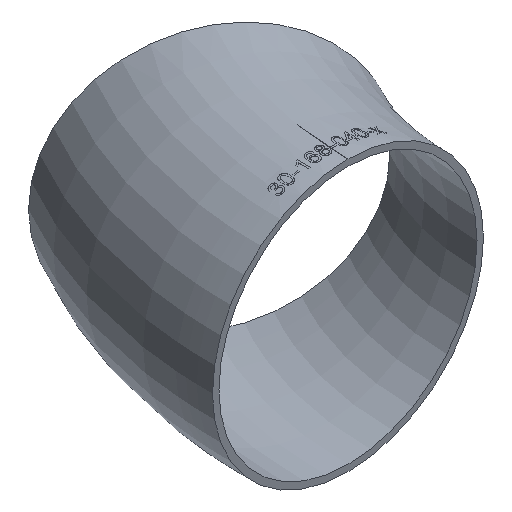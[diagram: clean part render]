
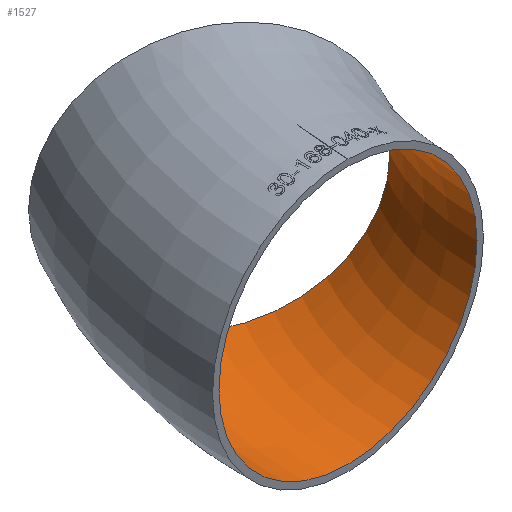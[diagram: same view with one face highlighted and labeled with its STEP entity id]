
A CAD part, isometric view. The second image highlights one B-rep face of the part: STEP entity #1527.
In plain terms, the highlighted toroidal (fillet/blend) face has major radius 228 mm and minor radius 80.15 mm.
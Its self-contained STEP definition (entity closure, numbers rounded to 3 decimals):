
#1143 = DIRECTION ( 'NONE',  ( 0., 0., -1. ) ) ;
#1527 = ADVANCED_FACE ( 'NONE', ( #4168, #17103 ), #11027, .F. ) ;
#1731 = DIRECTION ( 'NONE',  ( 0., 1., 0. ) ) ;
#1895 = VERTEX_POINT ( 'NONE', #22988 ) ;
#4168 = FACE_OUTER_BOUND ( 'NONE', #4265, .T. ) ;
#4265 = EDGE_LOOP ( 'NONE', ( #26623 ) ) ;
#4281 = AXIS2_PLACEMENT_3D ( 'NONE', #18104, #1143, #9967 ) ;
#5403 = EDGE_CURVE ( 'NONE', #25087, #25087, #20392, .T. ) ;
#8073 = CARTESIAN_POINT ( 'NONE',  ( -266.866, 154.075, 0. ) ) ;
#8465 = DIRECTION ( 'NONE',  ( 0.5, 0.866, 0. ) ) ;
#9767 = ORIENTED_EDGE ( 'NONE', *, *, #22485, .F. ) ;
#9967 = DIRECTION ( 'NONE',  ( -1., 0., 0. ) ) ;
#10623 = EDGE_LOOP ( 'NONE', ( #9767 ) ) ;
#11027 = TOROIDAL_SURFACE ( 'NONE', #4281, 228., 80.15 ) ;
#16491 = CARTESIAN_POINT ( 'NONE',  ( -197.454, 114., 0. ) ) ;
#16764 = CARTESIAN_POINT ( 'NONE',  ( -228., 0., 0. ) ) ;
#17103 = FACE_OUTER_BOUND ( 'NONE', #10623, .T. ) ;
#18104 = CARTESIAN_POINT ( 'NONE',  ( 0., 0., 0. ) ) ;
#20392 = CIRCLE ( 'NONE', #21743, 80.15 ) ;
#21641 = AXIS2_PLACEMENT_3D ( 'NONE', #16764, #1731, #25341 ) ;
#21743 = AXIS2_PLACEMENT_3D ( 'NONE', #16491, #8465, #23244 ) ;
#22485 = EDGE_CURVE ( 'NONE', #1895, #1895, #24785, .T. ) ;
#22988 = CARTESIAN_POINT ( 'NONE',  ( -228., 0., 80.15 ) ) ;
#23244 = DIRECTION ( 'NONE',  ( -0.866, 0.5, 0. ) ) ;
#24785 = CIRCLE ( 'NONE', #21641, 80.15 ) ;
#25087 = VERTEX_POINT ( 'NONE', #8073 ) ;
#25341 = DIRECTION ( 'NONE',  ( 0., 0., 1. ) ) ;
#26623 = ORIENTED_EDGE ( 'NONE', *, *, #5403, .T. ) ;
